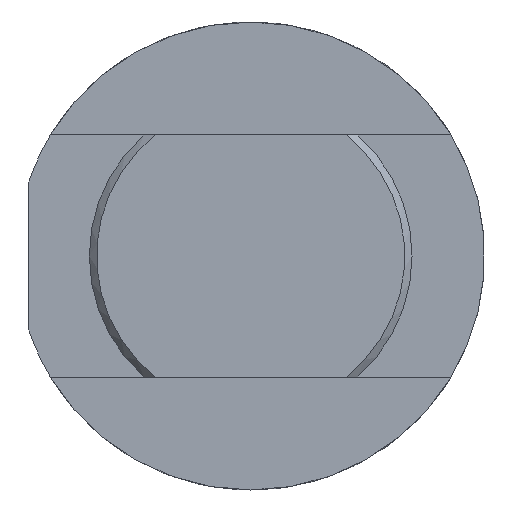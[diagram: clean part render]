
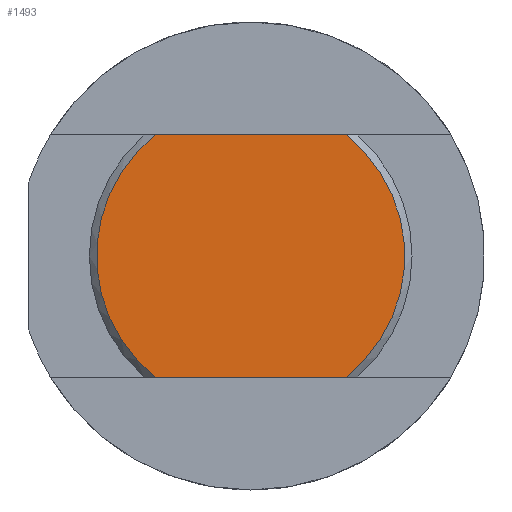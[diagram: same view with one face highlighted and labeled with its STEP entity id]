
A CAD part, front view. The second image highlights one B-rep face of the part: STEP entity #1493.
In plain terms, the highlighted planar face has unit normal (0, -1, 0).
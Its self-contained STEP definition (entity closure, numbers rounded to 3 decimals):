
#142=PLANE('',#1713);
#229=LINE('',#2616,#323);
#236=LINE('',#2624,#330);
#323=VECTOR('',#2113,1000.);
#330=VECTOR('',#2122,1000.);
#717=ORIENTED_EDGE('',*,*,#909,.F.);
#718=ORIENTED_EDGE('',*,*,#918,.T.);
#719=ORIENTED_EDGE('',*,*,#903,.F.);
#720=ORIENTED_EDGE('',*,*,#911,.T.);
#903=EDGE_CURVE('',#1052,#1051,#1127,.T.);
#909=EDGE_CURVE('',#1057,#1058,#1130,.T.);
#911=EDGE_CURVE('',#1052,#1058,#229,.T.);
#918=EDGE_CURVE('',#1057,#1051,#236,.T.);
#1051=VERTEX_POINT('',#2590);
#1052=VERTEX_POINT('',#2594);
#1057=VERTEX_POINT('',#2609);
#1058=VERTEX_POINT('',#2611);
#1127=CIRCLE('',#1694,19.1);
#1130=CIRCLE('',#1699,19.1);
#1252=EDGE_LOOP('',(#717,#718,#719,#720));
#1378=FACE_BOUND('',#1252,.T.);
#1493=ADVANCED_FACE('',(#1378),#142,.T.);
#1694=AXIS2_PLACEMENT_3D('',#2595,#2097,#2098);
#1699=AXIS2_PLACEMENT_3D('',#2610,#2109,#2110);
#1713=AXIS2_PLACEMENT_3D('',#2640,#2149,#2150);
#2097=DIRECTION('',(0.,1.,0.));
#2098=DIRECTION('',(1.,0.,0.));
#2109=DIRECTION('',(0.,1.,0.));
#2110=DIRECTION('',(-1.,0.,0.));
#2113=DIRECTION('',(-1.,0.,0.));
#2122=DIRECTION('',(1.,0.,0.));
#2149=DIRECTION('',(0.,-1.,0.));
#2150=DIRECTION('',(0.,0.,-1.));
#2590=CARTESIAN_POINT('',(11.824,-40.,-15.));
#2594=CARTESIAN_POINT('',(11.824,-40.,15.));
#2595=CARTESIAN_POINT('',(0.,-40.,0.));
#2609=CARTESIAN_POINT('',(-11.824,-40.,-15.));
#2610=CARTESIAN_POINT('',(0.,-40.,0.));
#2611=CARTESIAN_POINT('',(-11.824,-40.,15.));
#2616=CARTESIAN_POINT('',(11.824,-40.,15.));
#2624=CARTESIAN_POINT('',(-11.824,-40.,-15.));
#2640=CARTESIAN_POINT('',(-10.,-40.,0.));
